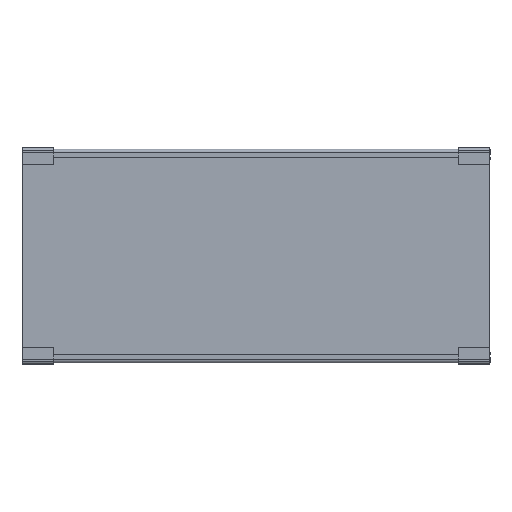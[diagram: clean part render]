
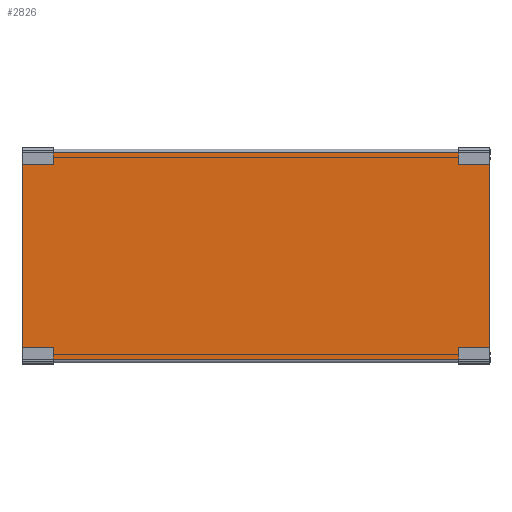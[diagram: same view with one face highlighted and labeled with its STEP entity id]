
A CAD part, top view. The second image highlights one B-rep face of the part: STEP entity #2826.
In plain terms, the highlighted planar face has unit normal (0, 0, 1).
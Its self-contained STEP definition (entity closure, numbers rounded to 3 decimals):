
#364=FACE_OUTER_BOUND('',#519,.T.);
#519=EDGE_LOOP('',(#2198,#2199,#2200,#2201));
#729=LINE('',#4533,#997);
#734=LINE('',#4550,#1002);
#735=LINE('',#4552,#1003);
#736=LINE('',#4553,#1004);
#997=VECTOR('',#3621,1.);
#1002=VECTOR('',#3640,1.);
#1003=VECTOR('',#3641,1.);
#1004=VECTOR('',#3642,1.);
#1284=VERTEX_POINT('',#4531);
#1285=VERTEX_POINT('',#4532);
#1290=VERTEX_POINT('',#4549);
#1291=VERTEX_POINT('',#4551);
#1625=EDGE_CURVE('',#1284,#1285,#729,.T.);
#1634=EDGE_CURVE('',#1290,#1285,#734,.T.);
#1635=EDGE_CURVE('',#1290,#1291,#735,.T.);
#1636=EDGE_CURVE('',#1291,#1284,#736,.T.);
#2198=ORIENTED_EDGE('',*,*,#1634,.F.);
#2199=ORIENTED_EDGE('',*,*,#1635,.T.);
#2200=ORIENTED_EDGE('',*,*,#1636,.T.);
#2201=ORIENTED_EDGE('',*,*,#1625,.T.);
#2721=PLANE('',#3056);
#2826=ADVANCED_FACE('',(#364),#2721,.F.);
#3056=AXIS2_PLACEMENT_3D('',#4548,#3638,#3639);
#3621=DIRECTION('',(1.,0.,0.));
#3638=DIRECTION('center_axis',(0.,0.,-1.));
#3639=DIRECTION('ref_axis',(0.,-1.,0.));
#3640=DIRECTION('',(0.,-1.,0.));
#3641=DIRECTION('',(-1.,0.,0.));
#3642=DIRECTION('',(0.,-1.,0.));
#4531=CARTESIAN_POINT('',(-158.61,44.034,240.39));
#4532=CARTESIAN_POINT('',(287.993,44.034,240.39));
#4533=CARTESIAN_POINT('',(181.829,44.034,240.39));
#4548=CARTESIAN_POINT('Origin',(181.829,190.034,240.39));
#4549=CARTESIAN_POINT('',(287.993,242.434,240.39));
#4550=CARTESIAN_POINT('',(287.993,168.234,240.39));
#4551=CARTESIAN_POINT('',(-158.61,242.434,240.39));
#4552=CARTESIAN_POINT('',(181.829,242.434,240.39));
#4553=CARTESIAN_POINT('',(-158.61,168.234,240.39));
